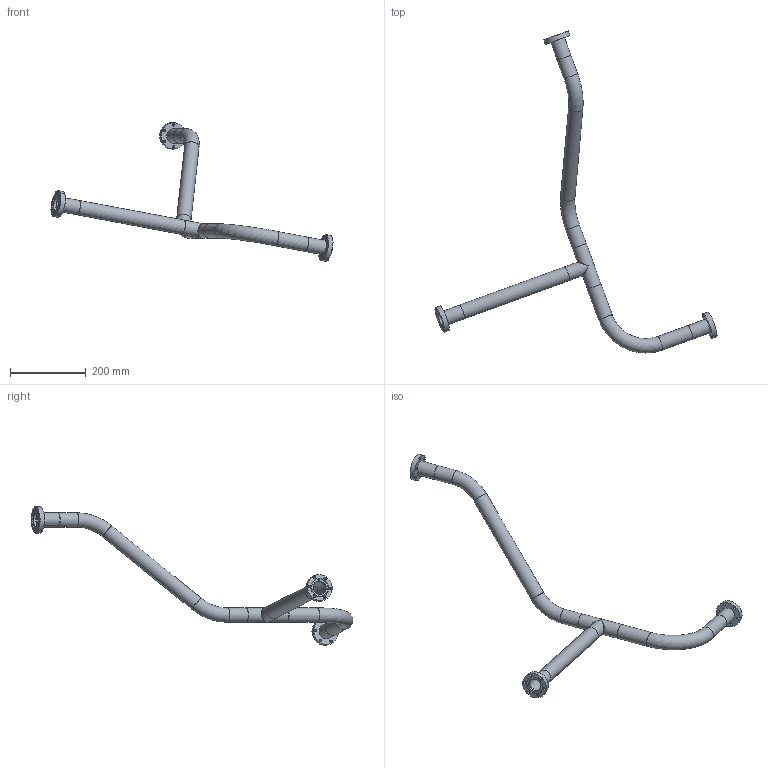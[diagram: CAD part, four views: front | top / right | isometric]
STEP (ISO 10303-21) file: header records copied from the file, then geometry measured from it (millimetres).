
FILE_DESCRIPTION(/* description */ (''),/* implementation_level */ '2;1');
FILE_NAME(/* name */ 'OTW_ASSY_1pt5in_flanged v6.step',/* time_stamp */ '2024-05-04T22:53:20-07:00',/* author */ (''),/* organization */ (''),/* preprocessor_version */ 'ST-DEVELOPER v20',/* originating_system */ 'Autodesk Translation Framework v12.20.1.177',/* authorisation */ '');
FILE_SCHEMA (('AUTOMOTIVE_DESIGN { 1 0 10303 214 3 1 1 }'));
Length unit declared in the file: millimetre
Products named in the file (3): OTW_ASSY_1pt5in_flanged; 44655K32_Butt-Weld Fitting for Stainless Steel Tubing; 9088K36_Ultra-High-Vacuum Fitting for Stainless Steel Tubing
Assembly tree (4 placements, depth 2):
  OTW_ASSY_1pt5in_flanged
    44655K32_Butt-Weld Fitting for Stainless Steel Tubing
    9088K36_Ultra-High-Vacuum Fitting for Stainless Steel Tubing  x3
Bounding box: 745.47 x 850.75 x 365.94 mm (x, y, z)
Volume: 384048.6 mm3; surface area: 391870.3 mm2
Topology: 10 solids, 10 shells, 92 faces, 203 edges, 128 vertices
Faces by surface type: cylinder 52, plane 27, torus 6, bspline 4, cone 3
Full cylindrical faces by diameter (mm): 6.731 x18, 34.798 x11, 36.525 x3, 38.1 x11, 38.354 x3, 49.394 x3, 69.342 x3
Entity records: 3049 total; most frequent: CARTESIAN_POINT 1678, DIRECTION 293, ORIENTED_EDGE 234, AXIS2_PLACEMENT_3D 131, EDGE_CURVE 117, EDGE_LOOP 81, VERTEX_POINT 76, CIRCLE 74
